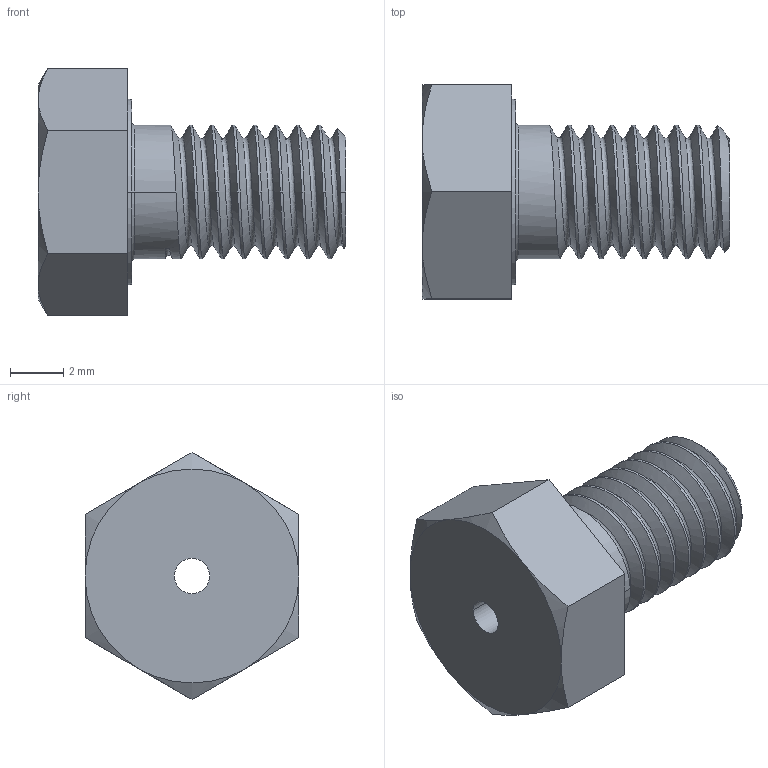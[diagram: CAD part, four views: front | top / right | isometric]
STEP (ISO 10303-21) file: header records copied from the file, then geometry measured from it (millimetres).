
FILE_DESCRIPTION((''),'2;1');
FILE_NAME('001_HEX_HEAD_SCREWS_MM_ASM','2022-11-24T',('SYSTEM'),(''),'PRO/ENGINEER BY PARAMETRIC TECHNOLOGY CORPORATION, 2016360','PRO/ENGINEER BY PARAMETRIC TECHNOLOGY CORPORATION, 2016360','');
FILE_SCHEMA(('AUTOMOTIVE_DESIGN { 1 0 10303 214 1 1 1 1 }'));
Length unit declared in the file: millimetre
Products named in the file (2): MH-508_AF0; 001_HEX_HEAD_SCREWS_MM_ASM
Assembly tree (1 placements, depth 2):
  001_HEX_HEAD_SCREWS_MM_ASM
    MH-508_AF0
Bounding box: 11.5 x 8 x 9.24 mm (x, y, z)
Volume: 307.7 mm3; surface area: 418.8 mm2
Topology: 1 solids, 1 shells, 53 faces, 127 edges, 78 vertices
Faces by surface type: cylinder 18, plane 11, cone 11, bspline 11, torus 2
Entity records: 4641 total; most frequent: CARTESIAN_POINT 3354, ORIENTED_EDGE 254, DIRECTION 178, EDGE_CURVE 127, COLOUR_RGB 110, VERTEX_POINT 78, AXIS2_PLACEMENT_3D 69, B_SPLINE_CURVE_WITH_KNOTS 63
